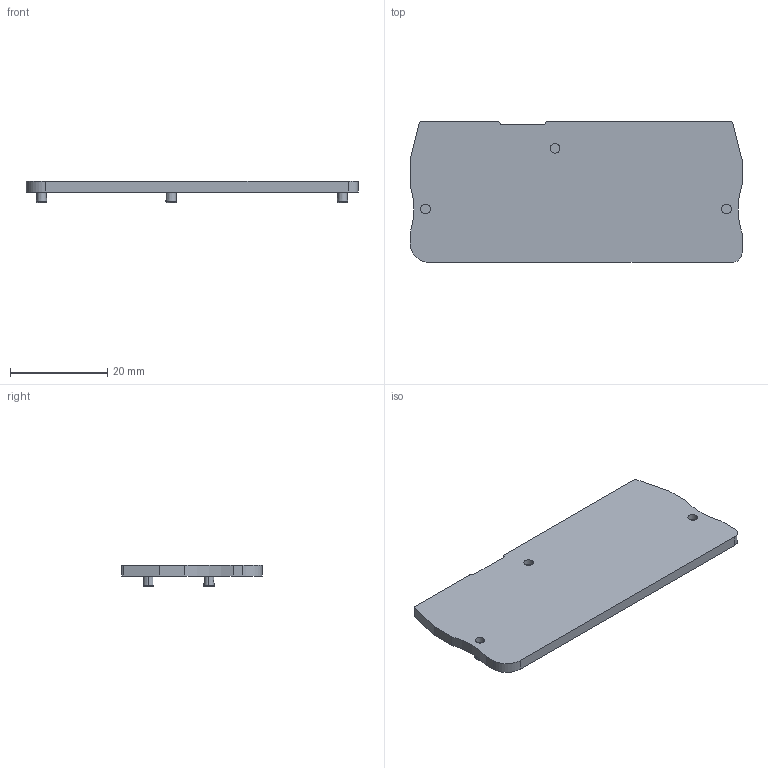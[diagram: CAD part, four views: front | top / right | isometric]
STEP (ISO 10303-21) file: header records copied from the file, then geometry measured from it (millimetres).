
FILE_DESCRIPTION((''),'2;1');
FILE_NAME('UJ6-4£¯1¡Á2G','2021-04-25T',('Administrator'),(''),'PRO/ENGINEER BY PARAMETRIC TECHNOLOGY CORPORATION, 2013230','PRO/ENGINEER BY PARAMETRIC TECHNOLOGY CORPORATION, 2013230','');
FILE_SCHEMA(('CONFIG_CONTROL_DESIGN'));
Length unit declared in the file: millimetre
Products named in the file (1): UJ6-4ㄞ1℅2G
Bounding box: 68.4 x 29 x 4.4 mm (x, y, z)
Volume: 4297.6 mm3; surface area: 4378.6 mm2
Topology: 1 solids, 1 shells, 46 faces, 126 edges, 88 vertices
Faces by surface type: plane 20, cylinder 14, cone 6, torus 6
Entity records: 1575 total; most frequent: DIRECTION 288, CARTESIAN_POINT 260, ORIENTED_EDGE 252, EDGE_CURVE 126, AXIS2_PLACEMENT_3D 116, VERTEX_POINT 88, CIRCLE 70, VECTOR 56
